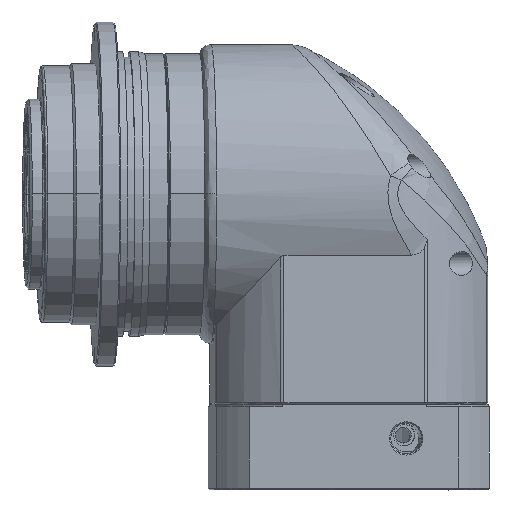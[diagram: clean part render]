
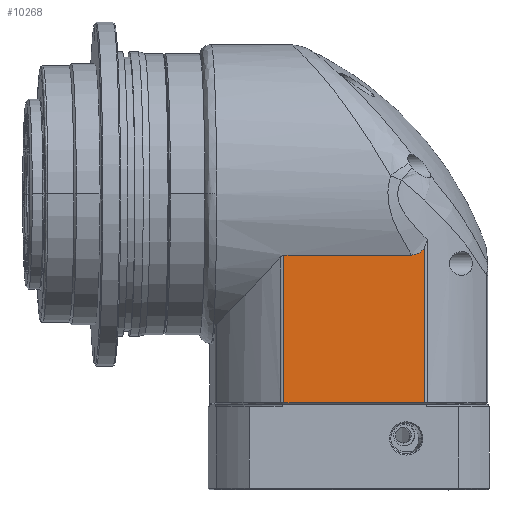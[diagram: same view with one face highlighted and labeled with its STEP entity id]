
A CAD part, top view. The second image highlights one B-rep face of the part: STEP entity #10268.
In plain terms, the highlighted face is planar.
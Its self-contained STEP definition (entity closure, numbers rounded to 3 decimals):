
#579 = CARTESIAN_POINT ( 'NONE',  ( -19.309, -8.994, 115. ) ) ;
#856 = EDGE_CURVE ( 'NONE', #7773, #9429, #27468, .T. ) ;
#1444 = CARTESIAN_POINT ( 'NONE',  ( 37.718, -8.14, 115. ) ) ;
#1658 = CARTESIAN_POINT ( 'NONE',  ( -19.309, -8.988, 115. ) ) ;
#1760 = EDGE_CURVE ( 'NONE', #26391, #15188, #34245, .T. ) ;
#1874 = CARTESIAN_POINT ( 'NONE',  ( 39.686, -6.031, 115. ) ) ;
#2450 = CARTESIAN_POINT ( 'NONE',  ( 39.199, -6.798, 115. ) ) ;
#2759 = DIRECTION ( 'NONE',  ( 0., -1., 0. ) ) ;
#2770 = CARTESIAN_POINT ( 'NONE',  ( 39.808, -5.767, 114.997 ) ) ;
#3083 = CARTESIAN_POINT ( 'NONE',  ( 39.071, -6.959, 115. ) ) ;
#3219 = EDGE_CURVE ( 'NONE', #7773, #15188, #21216, .T. ) ;
#3956 = CARTESIAN_POINT ( 'NONE',  ( 38.983, -7.064, 115. ) ) ;
#4729 = CARTESIAN_POINT ( 'NONE',  ( 38.94, -7.114, 115. ) ) ;
#5149 = CARTESIAN_POINT ( 'NONE',  ( 38.706, -7.375, 115. ) ) ;
#5380 = CARTESIAN_POINT ( 'NONE',  ( 39.478, -6.404, 115. ) ) ;
#5973 = CARTESIAN_POINT ( 'NONE',  ( 38.403, -7.662, 115. ) ) ;
#6889 = CARTESIAN_POINT ( 'NONE',  ( 38.012, -7.952, 115. ) ) ;
#7578 = CARTESIAN_POINT ( 'NONE',  ( 37.837, -8.066, 115. ) ) ;
#7773 = VERTEX_POINT ( 'NONE', #579 ) ;
#8231 = CARTESIAN_POINT ( 'NONE',  ( 39.809, -8.988, 115. ) ) ;
#8331 = DIRECTION ( 'NONE',  ( 1., 0., 0. ) ) ;
#8514 = CARTESIAN_POINT ( 'NONE',  ( 37.655, -8.177, 115. ) ) ;
#8834 = DIRECTION ( 'NONE',  ( 1., 0., 0. ) ) ;
#8959 = ORIENTED_EDGE ( 'NONE', *, *, #23307, .T. ) ;
#9125 = CARTESIAN_POINT ( 'NONE',  ( -67.75, -8.994, 115. ) ) ;
#9377 = AXIS2_PLACEMENT_3D ( 'NONE', #28596, #12735, #31357 ) ;
#9396 = CARTESIAN_POINT ( 'NONE',  ( 39.808, -5.767, 114.997 ) ) ;
#9429 = VERTEX_POINT ( 'NONE', #12027 ) ;
#10268 = ADVANCED_FACE ( 'NONE', ( #27474 ), #17925, .T. ) ;
#11310 = CARTESIAN_POINT ( 'NONE',  ( 39.809, -71.25, 115. ) ) ;
#11715 = VECTOR ( 'NONE', #8331, 1000. ) ;
#11935 = LINE ( 'NONE', #8231, #18948 ) ;
#12027 = CARTESIAN_POINT ( 'NONE',  ( -19.309, -71.25, 115. ) ) ;
#12215 = VERTEX_POINT ( 'NONE', #11310 ) ;
#12241 = ORIENTED_EDGE ( 'NONE', *, *, #3219, .F. ) ;
#12735 = DIRECTION ( 'NONE',  ( 0., 0., 1. ) ) ;
#15188 = VERTEX_POINT ( 'NONE', #16678 ) ;
#16412 = ORIENTED_EDGE ( 'NONE', *, *, #1760, .T. ) ;
#16678 = CARTESIAN_POINT ( 'NONE',  ( 34.348, -8.994, 115. ) ) ;
#17925 = PLANE ( 'NONE',  #9377 ) ;
#18740 = LINE ( 'NONE', #29530, #11715 ) ;
#18783 = ORIENTED_EDGE ( 'NONE', *, *, #30524, .T. ) ;
#18948 = VECTOR ( 'NONE', #24187, 1000. ) ;
#21216 = LINE ( 'NONE', #9125, #34602 ) ;
#21836 = EDGE_LOOP ( 'NONE', ( #12241, #26269, #8959, #18783, #16412 ) ) ;
#23307 = EDGE_CURVE ( 'NONE', #9429, #12215, #18740, .T. ) ;
#24187 = DIRECTION ( 'NONE',  ( 0., 1., 0. ) ) ;
#26269 = ORIENTED_EDGE ( 'NONE', *, *, #856, .T. ) ;
#26391 = VERTEX_POINT ( 'NONE', #9396 ) ;
#27468 = LINE ( 'NONE', #1658, #33809 ) ;
#27474 = FACE_OUTER_BOUND ( 'NONE', #21836, .T. ) ;
#28596 = CARTESIAN_POINT ( 'NONE',  ( -9.042, -8.988, 115. ) ) ;
#29530 = CARTESIAN_POINT ( 'NONE',  ( -9.042, -71.25, 115. ) ) ;
#30524 = EDGE_CURVE ( 'NONE', #12215, #26391, #11935, .T. ) ;
#31357 = DIRECTION ( 'NONE',  ( 1., 0., 0. ) ) ;
#33809 = VECTOR ( 'NONE', #2759, 1000. ) ;
#33905 = CARTESIAN_POINT ( 'NONE',  ( 34.348, -8.994, 115. ) ) ;
#33944 = CARTESIAN_POINT ( 'NONE',  ( 34.943, -8.994, 115. ) ) ;
#34013 = CARTESIAN_POINT ( 'NONE',  ( 35.502, -8.933, 115. ) ) ;
#34056 = CARTESIAN_POINT ( 'NONE',  ( 36.044, -8.809, 115. ) ) ;
#34134 = CARTESIAN_POINT ( 'NONE',  ( 36.063, -8.804, 115. ) ) ;
#34174 = CARTESIAN_POINT ( 'NONE',  ( 36.098, -8.796, 115. ) ) ;
#34245 = B_SPLINE_CURVE_WITH_KNOTS ( 'NONE', 3,
 ( #2770, #1874, #5380, #2450, #3083, #3956, #4729, #5149, #5973, #6889, #7578, #1444, #8514, #34700, #34622, #34510, #34398, #34293, #34174, #34134, #34056, #34013, #33944, #33905 ),
 .UNSPECIFIED., .F., .F.,
 ( 4, 1, 1, 2, 2, 1, 1, 2, 2, 1, 1, 1, 1, 2, 2, 4 ),
 ( 0., 0.125, 0.188, 0.219, 0.25, 0.375, 0.438, 0.469, 0.5, 0.625, 0.688, 0.719, 0.734, 0.742, 0.75, 1. ),
 .UNSPECIFIED. ) ;
#34293 = CARTESIAN_POINT ( 'NONE',  ( 36.151, -8.783, 115. ) ) ;
#34398 = CARTESIAN_POINT ( 'NONE',  ( 36.274, -8.751, 115. ) ) ;
#34510 = CARTESIAN_POINT ( 'NONE',  ( 36.516, -8.683, 115. ) ) ;
#34602 = VECTOR ( 'NONE', #8834, 1000. ) ;
#34622 = CARTESIAN_POINT ( 'NONE',  ( 36.984, -8.522, 115. ) ) ;
#34700 = CARTESIAN_POINT ( 'NONE',  ( 37.359, -8.346, 115. ) ) ;
